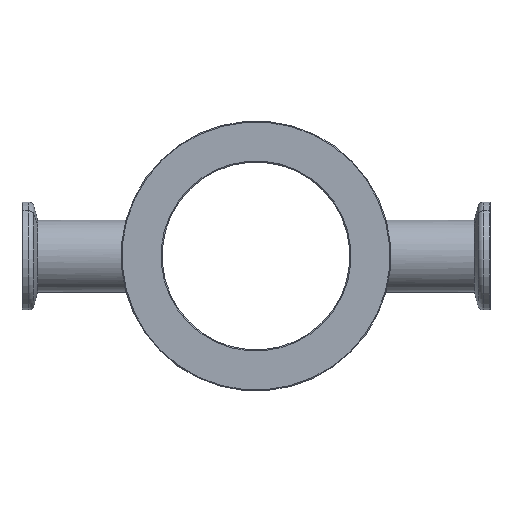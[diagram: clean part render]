
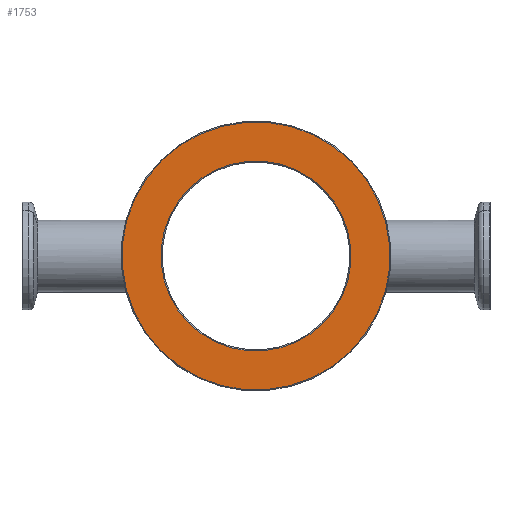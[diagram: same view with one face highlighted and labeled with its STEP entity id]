
A CAD part, left-side view. The second image highlights one B-rep face of the part: STEP entity #1753.
In plain terms, the highlighted face is planar.
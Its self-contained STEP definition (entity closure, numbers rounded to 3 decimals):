
#8 = CIRCLE ( 'NONE', #543, 26.4 ) ;
#27 = VERTEX_POINT ( 'NONE', #1565 ) ;
#70 = CARTESIAN_POINT ( 'NONE',  ( 0., 0., 0. ) ) ;
#120 = VERTEX_POINT ( 'NONE', #1182 ) ;
#134 = ORIENTED_EDGE ( 'NONE', *, *, #363, .T. ) ;
#138 = AXIS2_PLACEMENT_3D ( 'NONE', #385, #350, #694 ) ;
#169 = ORIENTED_EDGE ( 'NONE', *, *, #505, .T. ) ;
#268 = CARTESIAN_POINT ( 'NONE',  ( 0., 0., 0. ) ) ;
#287 = CARTESIAN_POINT ( 'NONE',  ( -37.25, 0., 0. ) ) ;
#293 = ORIENTED_EDGE ( 'NONE', *, *, #800, .T. ) ;
#350 = DIRECTION ( 'NONE',  ( 0., -1., 0. ) ) ;
#352 = EDGE_LOOP ( 'NONE', ( #134, #293 ) ) ;
#363 = EDGE_CURVE ( 'NONE', #27, #372, #8, .T. ) ;
#372 = VERTEX_POINT ( 'NONE', #472 ) ;
#385 = CARTESIAN_POINT ( 'NONE',  ( 0., 0., 0. ) ) ;
#460 = FACE_BOUND ( 'NONE', #352, .T. ) ;
#472 = CARTESIAN_POINT ( 'NONE',  ( -26.4, 0., 0. ) ) ;
#505 = EDGE_CURVE ( 'NONE', #1267, #120, #868, .T. ) ;
#543 = AXIS2_PLACEMENT_3D ( 'NONE', #706, #566, #559 ) ;
#559 = DIRECTION ( 'NONE',  ( 1., 0., 0. ) ) ;
#566 = DIRECTION ( 'NONE',  ( 0., 1., 0. ) ) ;
#673 = AXIS2_PLACEMENT_3D ( 'NONE', #1494, #1491, #1454 ) ;
#694 = DIRECTION ( 'NONE',  ( 1., 0., 0. ) ) ;
#706 = CARTESIAN_POINT ( 'NONE',  ( 0., 0., 0. ) ) ;
#764 = DIRECTION ( 'NONE',  ( 1., 0., 0. ) ) ;
#778 = EDGE_LOOP ( 'NONE', ( #169, #1126 ) ) ;
#800 = EDGE_CURVE ( 'NONE', #372, #27, #1406, .T. ) ;
#868 = CIRCLE ( 'NONE', #1572, 37.25 ) ;
#922 = EDGE_CURVE ( 'NONE', #120, #1267, #1477, .T. ) ;
#1009 = DIRECTION ( 'NONE',  ( 0., 1., 0. ) ) ;
#1118 = FACE_OUTER_BOUND ( 'NONE', #778, .T. ) ;
#1126 = ORIENTED_EDGE ( 'NONE', *, *, #922, .T. ) ;
#1182 = CARTESIAN_POINT ( 'NONE',  ( 37.25, 0., 0. ) ) ;
#1267 = VERTEX_POINT ( 'NONE', #287 ) ;
#1318 = AXIS2_PLACEMENT_3D ( 'NONE', #70, #1009, #764 ) ;
#1406 = CIRCLE ( 'NONE', #1318, 26.4 ) ;
#1454 = DIRECTION ( 'NONE',  ( 1., 0., 0. ) ) ;
#1477 = CIRCLE ( 'NONE', #138, 37.25 ) ;
#1491 = DIRECTION ( 'NONE',  ( 0., -1., 0. ) ) ;
#1494 = CARTESIAN_POINT ( 'NONE',  ( -26.1, 0., 0. ) ) ;
#1500 = PLANE ( 'NONE',  #673 ) ;
#1565 = CARTESIAN_POINT ( 'NONE',  ( 26.4, 0., 0. ) ) ;
#1572 = AXIS2_PLACEMENT_3D ( 'NONE', #268, #1804, #1755 ) ;
#1753 = ADVANCED_FACE ( 'NONE', ( #460, #1118 ), #1500, .T. ) ;
#1755 = DIRECTION ( 'NONE',  ( 1., 0., 0. ) ) ;
#1804 = DIRECTION ( 'NONE',  ( 0., -1., 0. ) ) ;
